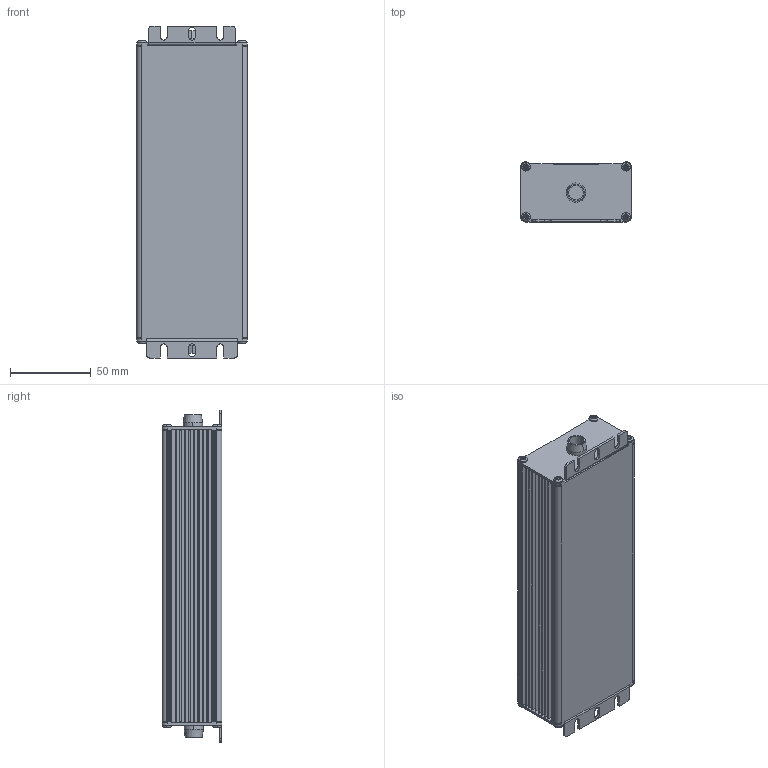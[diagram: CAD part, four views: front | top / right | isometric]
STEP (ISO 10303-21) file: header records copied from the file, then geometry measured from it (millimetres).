
FILE_DESCRIPTION(('Creo Elements/Direct Modeling STEP Export'),'2;1');
FILE_NAME('3D_M58.1.stp','2019-07-09T 7:27:46',(''),(''),'PTC Creo Elements/Direct Modeling STEP processor for AP214 (Solid Model)','PTC Creo Elements/Direct Modeling 19.0E 27-Jun-2016 (C) Parametric Technology GmbH','');
FILE_SCHEMA(('AUTOMOTIVE_DESIGN { 1 0 10303 214 1 1 1 1 }'));
Products named in the file (1): 3D_M58.1
Bounding box: 68.63 x 37 x 206 mm (x, y, z)
Surface area: 71816.3 mm2 (no closed solid volume)
Topology: 0 solids, 12 shells, 1397 faces, 3571 edges, 2111 vertices
Faces by surface type: plane 385, cylinder 346, bspline 286, torus 208, sphere 96, cone 76
Entity records: 59278 total; most frequent: CARTESIAN_POINT 29358, ORIENTED_EDGE 6718, DIRECTION 4904, EDGE_CURVE 3479, VERTEX_POINT 2111, AXIS2_PLACEMENT_3D 1941, EDGE_LOOP 1441, FACE_OUTER_BOUND 1397
